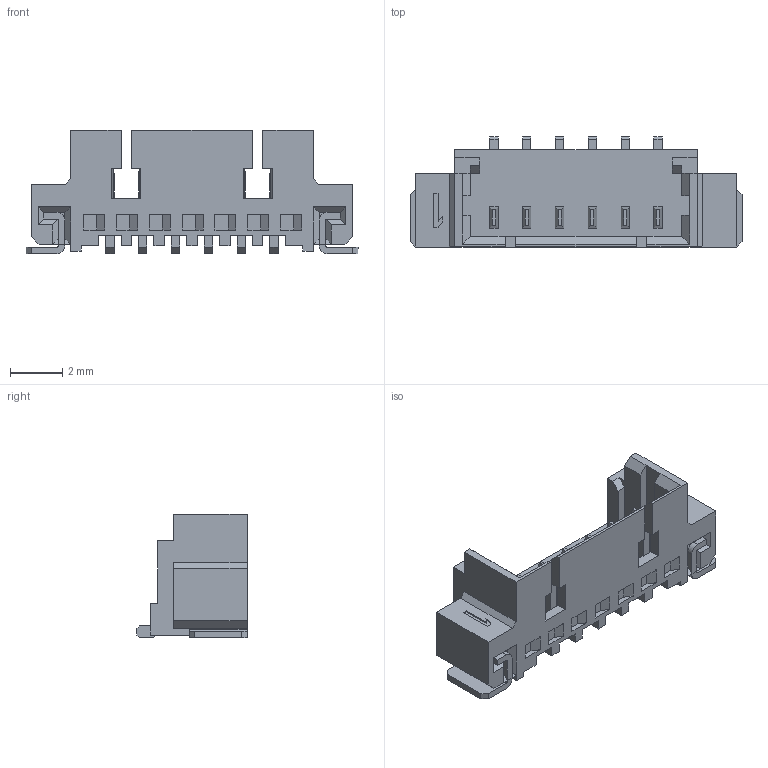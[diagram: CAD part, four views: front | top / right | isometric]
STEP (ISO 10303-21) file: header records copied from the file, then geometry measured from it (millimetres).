
FILE_DESCRIPTION((''),'2;1');
FILE_NAME('MOLEX_53398-0671.stp','2015-01-20T15:16:09',(''),(''),'Mechanical Desktop 2011','Mechanical Desktop 2011',', , ');
FILE_SCHEMA(('AUTOMOTIVE_DESIGN { 1 2 10303 214 1 1 1 1 }'));
Length unit declared in the file: millimetre
Products named in the file (1): Product
Bounding box: 12.65 x 4.2 x 4.7 mm (x, y, z)
Volume: 70.9 mm3; surface area: 358.4 mm2
Topology: 17 solids, 19 shells, 354 faces, 878 edges, 570 vertices
Faces by surface type: plane 306, bspline 36, cylinder 12
Entity records: 10279 total; most frequent: CARTESIAN_POINT 1911, ORIENTED_EDGE 1756, DIRECTION 1542, EDGE_CURVE 878, VECTOR 852, LINE 852, VERTEX_POINT 570, EDGE_LOOP 362
